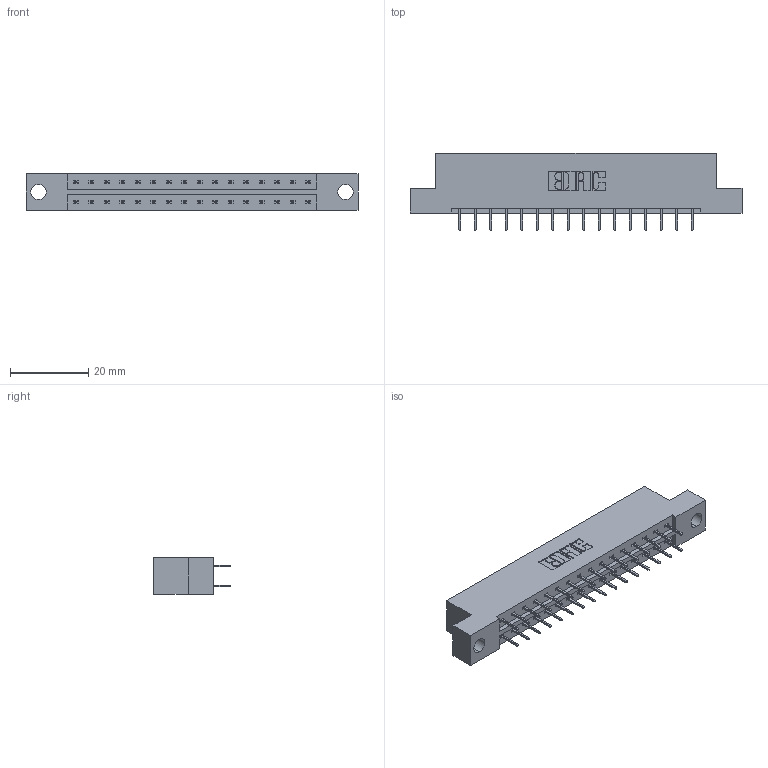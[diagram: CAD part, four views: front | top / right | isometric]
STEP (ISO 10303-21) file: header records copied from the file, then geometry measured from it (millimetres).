
FILE_DESCRIPTION (( 'STEP AP203' ), '1' );
FILE_NAME ('833-032-524-204.STEP', '2020-06-02T17:47:13', ( '' ), ( '' ), 'SwSTEP 2.0', 'SolidWorks 2020', '' );
FILE_SCHEMA (( 'CONFIG_CONTROL_DESIGN' ));
Length unit declared in the file: inch
Products named in the file (3): 345-292-001_345-293-124; 833-032-524-204; 833 Part_Flush - .156 Dia - TH
Assembly tree (33 placements, depth 2):
  833-032-524-204
    833 Part_Flush - .156 Dia - TH
    345-292-001_345-293-124  x32
Bounding box: 84.94 x 19.69 x 9.4 mm (x, y, z)
Volume: 8292.2 mm3; surface area: 9178.2 mm2
Topology: 33 solids, 33 shells, 1906 faces, 5399 edges, 3470 vertices
Faces by surface type: plane 1414, cylinder 492
Entity records: 13733 total; most frequent: CARTESIAN_POINT 2306, ORIENTED_EDGE 2242, DIRECTION 2017, EDGE_CURVE 1121, VECTOR 997, LINE 997, VERTEX_POINT 742, AXIS2_PLACEMENT_3D 510
